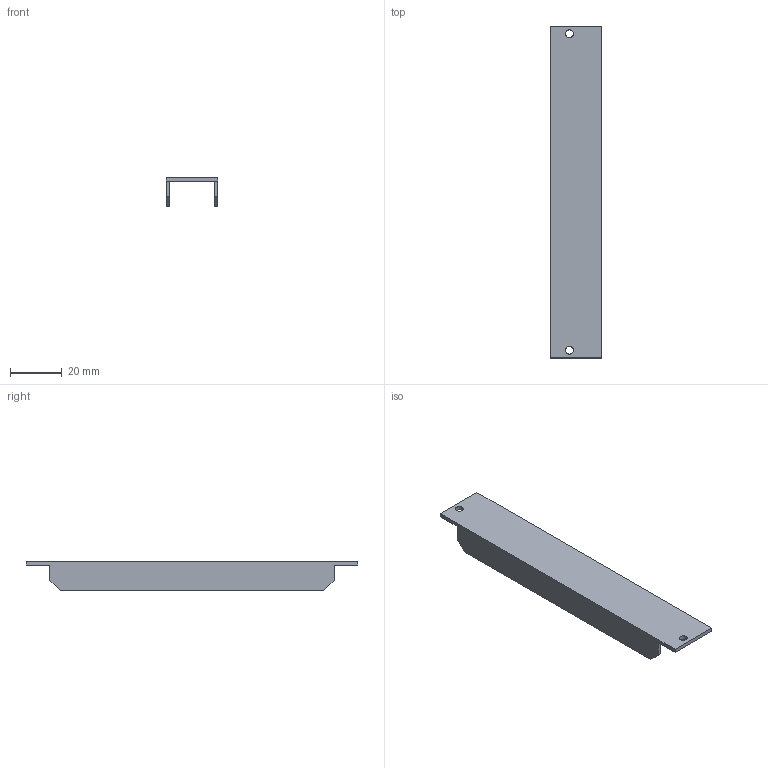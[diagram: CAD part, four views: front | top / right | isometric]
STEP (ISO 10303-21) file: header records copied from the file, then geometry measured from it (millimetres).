
FILE_DESCRIPTION(('HOOPS Exchange Step'),'2;1');
FILE_NAME('export-EE193633-F9E3-4836-9C37-5042970A7C77.stp','2022-01-18T21:22:02+01:00',('31616'),('Alibre'),'HOOPS Exchange 2020.1','Alibre','Unknown authorisation');
FILE_SCHEMA( ('AP242_MANAGED_MODEL_BASED_3D_ENGINEERING_MIM_LF {1 0 10303 442 1 1 4 }') );
Length unit declared in the file: centimetre
Products named in the file (1): 4HP_Panel
Bounding box: 20.08 x 128.5 x 11.5 mm (x, y, z)
Volume: 7050.1 mm3; surface area: 10186.6 mm2
Topology: 1 solids, 1 shells, 102 faces, 302 edges, 203 vertices
Faces by surface type: plane 99, cylinder 3
Full cylindrical faces by diameter (mm): 2 x1, 3 x2
Entity records: 3399 total; most frequent: CARTESIAN_POINT 609, ORIENTED_EDGE 604, DIRECTION 525, EDGE_CURVE 302, VECTOR 287, LINE 287, VERTEX_POINT 203, AXIS2_PLACEMENT_3D 119
